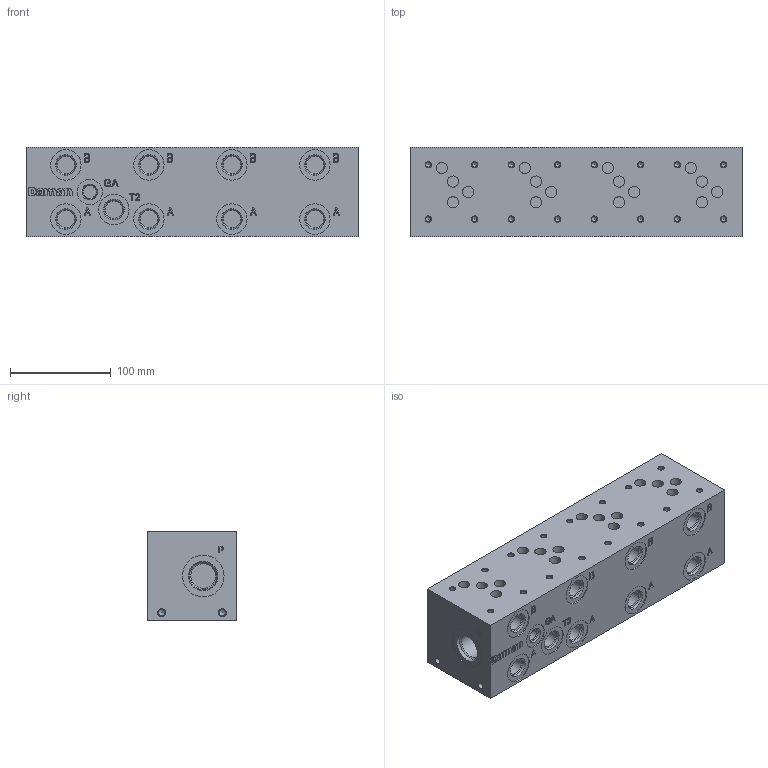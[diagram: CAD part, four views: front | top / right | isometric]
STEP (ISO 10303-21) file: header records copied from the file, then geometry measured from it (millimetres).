
FILE_DESCRIPTION( ( 'STEP AP214' ), ' ' );
FILE_NAME( 'AD05S043S_S.stp', '2018-07-08T22:39:54', ( '' ), ( '' ), ' ', 'PARTsolutions', ' ' );
FILE_SCHEMA( ( 'AUTOMOTIVE_DESIGN { 1 0 10303 214 1 1 1 1 }' ) );
Length unit declared in the file: inch
Products named in the file (1): _AD05S043S/S
Bounding box: 330.2 x 88.9 x 88.9 mm (x, y, z)
Volume: 2489187.4 mm3; surface area: 162664.2 mm2
Topology: 1 solids, 1 shells, 482 faces, 1145 edges, 742 vertices
Faces by surface type: plane 285, cylinder 129, cone 68
Full cylindrical faces by diameter (mm): 4.976 x16, 6.411 x4, 11.201 x16, 12.761 x1, 17.33 x9, 22.25 x1, 23.749 x1, 24.696 x2, 25.019 x1, 26.213 x1, 27.407 x1, 30.251 x9, 41.453 x1
Entity records: 16888 total; most frequent: DIRECTION 2258, CARTESIAN_POINT 2208, ORIENTED_EDGE 1976, EDGE_CURVE 988, AXIS2_PLACEMENT_3D 787, VERTEX_POINT 737, EDGE_LOOP 690, LINE 684
